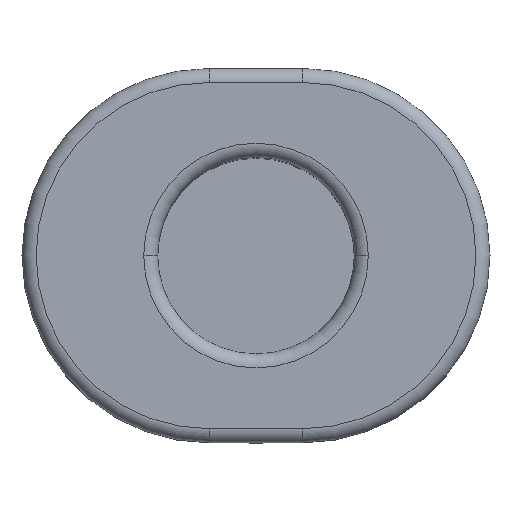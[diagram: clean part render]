
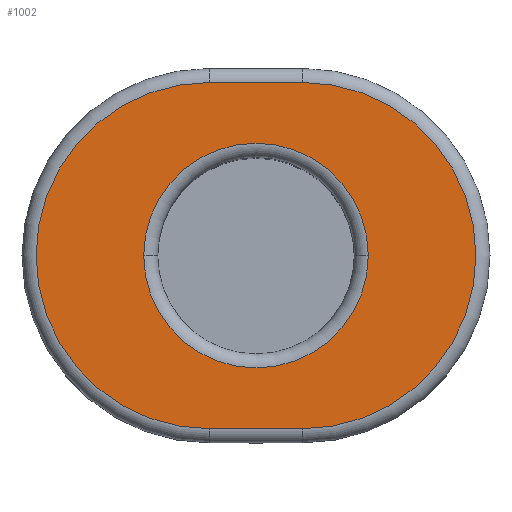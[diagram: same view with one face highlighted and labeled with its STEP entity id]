
A CAD part, top view. The second image highlights one B-rep face of the part: STEP entity #1002.
In plain terms, the highlighted face is planar.
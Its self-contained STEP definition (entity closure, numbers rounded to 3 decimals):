
#362=CARTESIAN_POINT('',(2.4,-6.15,0.));
#363=VERTEX_POINT('',#362);
#371=CARTESIAN_POINT('',(-2.4,-6.15,0.));
#372=VERTEX_POINT('',#371);
#373=CARTESIAN_POINT('',(0.0,-6.15,0.));
#374=DIRECTION('',(0.0,-1.0,0.0));
#375=DIRECTION('',(1.0,0.0,0.0));
#376=AXIS2_PLACEMENT_3D('',#373,#374,#375);
#377=CIRCLE('',#376,2.4);
#378=EDGE_CURVE('',#363,#372,#377,.T.);
#815=CARTESIAN_POINT('',(-1.0,-6.15,-3.7));
#816=VERTEX_POINT('',#815);
#817=CARTESIAN_POINT('',(-1.,-6.15,3.7));
#818=VERTEX_POINT('',#817);
#819=CARTESIAN_POINT('',(-1.0,-6.15,0.));
#820=DIRECTION('',(0.0,1.0,0.0));
#821=DIRECTION('',(-1.0,0.0,0.0));
#822=AXIS2_PLACEMENT_3D('',#819,#820,#821);
#823=CIRCLE('',#822,3.7);
#824=EDGE_CURVE('',#816,#818,#823,.T.);
#859=CARTESIAN_POINT('',(1.,-6.15,3.7));
#860=VERTEX_POINT('',#859);
#861=CARTESIAN_POINT('',(-1.,-6.15,3.7));
#862=DIRECTION('',(1.0,0.0,0.0));
#863=VECTOR('',#862,2.);
#864=LINE('',#861,#863);
#865=EDGE_CURVE('',#818,#860,#864,.T.);
#899=CARTESIAN_POINT('',(1.0,-6.15,-3.7));
#900=VERTEX_POINT('',#899);
#908=CARTESIAN_POINT('',(1.0,-6.15,-3.7));
#909=DIRECTION('',(-1.0,0.0,0.0));
#910=VECTOR('',#909,2.0);
#911=LINE('',#908,#910);
#912=EDGE_CURVE('',#900,#816,#911,.T.);
#923=CARTESIAN_POINT('',(1.0,-6.15,0.));
#924=DIRECTION('',(0.,1.0,0.));
#925=DIRECTION('',(1.0,0.,0.));
#926=AXIS2_PLACEMENT_3D('',#923,#924,#925);
#927=CIRCLE('',#926,3.7);
#928=EDGE_CURVE('',#860,#900,#927,.T.);
#981=CARTESIAN_POINT('',(0.,-6.15,0.));
#982=DIRECTION('',(0.0,1.0,0.0));
#983=DIRECTION('',(1.0,0.0,0.0));
#984=AXIS2_PLACEMENT_3D('',#981,#982,#983);
#985=PLANE('',#984);
#986=ORIENTED_EDGE('',*,*,#824,.F.);
#987=ORIENTED_EDGE('',*,*,#912,.F.);
#988=ORIENTED_EDGE('',*,*,#928,.F.);
#989=ORIENTED_EDGE('',*,*,#865,.F.);
#990=EDGE_LOOP('',(#986,#987,#988,#989));
#991=FACE_OUTER_BOUND('',#990,.T.);
#992=CARTESIAN_POINT('',(0.0,-6.15,0.));
#993=DIRECTION('',(0.0,-1.0,0.0));
#994=DIRECTION('',(1.0,0.0,0.0));
#995=AXIS2_PLACEMENT_3D('',#992,#993,#994);
#996=CIRCLE('',#995,2.4);
#997=EDGE_CURVE('',#372,#363,#996,.T.);
#998=ORIENTED_EDGE('',*,*,#997,.F.);
#999=ORIENTED_EDGE('',*,*,#378,.F.);
#1000=EDGE_LOOP('',(#998,#999));
#1001=FACE_BOUND('',#1000,.T.);
#1002=ADVANCED_FACE('',(#991,#1001),#985,.F.);
